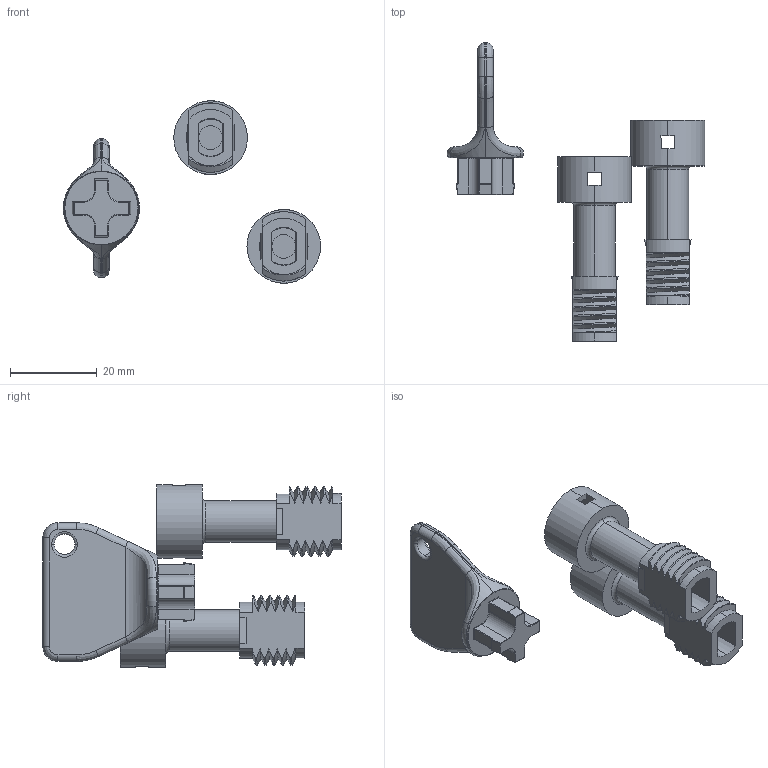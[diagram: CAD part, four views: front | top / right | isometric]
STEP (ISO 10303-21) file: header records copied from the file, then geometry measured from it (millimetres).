
FILE_DESCRIPTION (( 'STEP AP214' ), '1' );
FILE_NAME ('21630005.STEP', '2008-11-11T11:07:43', ( ' ' ), ( '' ), 'SwSTEP 2.0', 'SolidWorks 2008', '' );
FILE_SCHEMA (( 'AUTOMOTIVE_DESIGN' ));
Length unit declared in the file: millimetre
Products named in the file (3): 94320_Standard; 93312_Standard; 21630005
Assembly tree (3 placements, depth 2):
  21630005
    93312_Standard  x2
    94320_Standard
Bounding box: 59.34 x 68.82 x 42.09 mm (x, y, z)
Volume: 11760.4 mm3; surface area: 9187.4 mm2
Topology: 3 solids, 3 shells, 1129 faces, 2641 edges, 1447 vertices
Faces by surface type: bspline 386, cylinder 385, plane 197, sphere 109, torus 44, cone 8
Entity records: 45298 total; most frequent: CARTESIAN_POINT 25949, ORIENTED_EDGE 4482, DIRECTION 3369, EDGE_CURVE 2241, AXIS2_PLACEMENT_3D 1317, VERTEX_POINT 1245, EDGE_LOOP 1046, ADVANCED_FACE 1020
